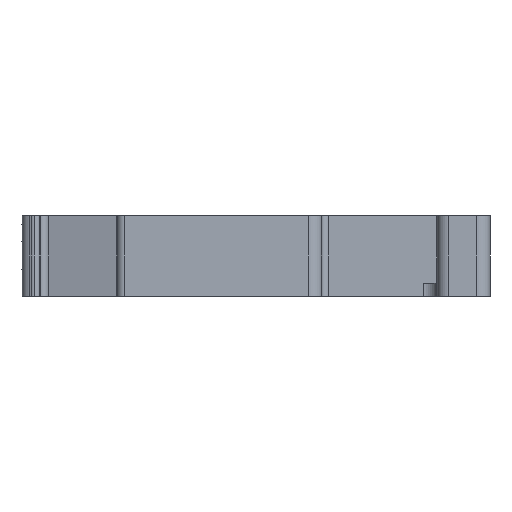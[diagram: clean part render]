
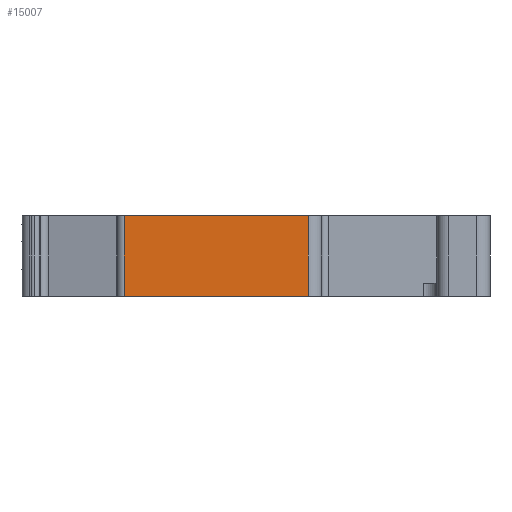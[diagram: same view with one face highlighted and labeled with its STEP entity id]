
A CAD part, left-side view. The second image highlights one B-rep face of the part: STEP entity #15007.
In plain terms, the highlighted planar face has unit normal (-1, 0, 0).
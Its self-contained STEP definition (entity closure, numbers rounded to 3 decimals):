
#378 = DIRECTION ( 'NONE',  ( 0., 0., 1. ) ) ;
#4586 = VERTEX_POINT ( 'NONE', #21262 ) ;
#4867 = ORIENTED_EDGE ( 'NONE', *, *, #10366, .F. ) ;
#4996 = CARTESIAN_POINT ( 'NONE',  ( 947.3, 1288.721, 1888.723 ) ) ;
#5202 = VECTOR ( 'NONE', #18833, 1000. ) ;
#5359 = FACE_OUTER_BOUND ( 'NONE', #7372, .T. ) ;
#5479 = VECTOR ( 'NONE', #28150, 1000. ) ;
#5611 = DIRECTION ( 'NONE',  ( 0., 1., 0. ) ) ;
#7372 = EDGE_LOOP ( 'NONE', ( #19676, #4867, #28534, #17882 ) ) ;
#7544 = PLANE ( 'NONE',  #25216 ) ;
#7901 = EDGE_CURVE ( 'NONE', #19685, #27333, #8454, .T. ) ;
#8289 = DIRECTION ( 'NONE',  ( 0., -1., 0. ) ) ;
#8454 = LINE ( 'NONE', #18518, #5202 ) ;
#9206 = EDGE_CURVE ( 'NONE', #19685, #17567, #26507, .T. ) ;
#9809 = LINE ( 'NONE', #23579, #5479 ) ;
#10366 = EDGE_CURVE ( 'NONE', #17567, #4586, #24641, .T. ) ;
#12997 = CARTESIAN_POINT ( 'NONE',  ( 947.3, 3057.616, 1888.723 ) ) ;
#15007 = ADVANCED_FACE ( 'NONE', ( #5359 ), #7544, .F. ) ;
#15249 = VECTOR ( 'NONE', #378, 1000. ) ;
#15585 = CARTESIAN_POINT ( 'NONE',  ( 947.3, 1288.721, 1882.583 ) ) ;
#17567 = VERTEX_POINT ( 'NONE', #4996 ) ;
#17882 = ORIENTED_EDGE ( 'NONE', *, *, #7901, .T. ) ;
#18518 = CARTESIAN_POINT ( 'NONE',  ( 947.3, 3057.616, 1882.583 ) ) ;
#18833 = DIRECTION ( 'NONE',  ( 0., -1., 0. ) ) ;
#19676 = ORIENTED_EDGE ( 'NONE', *, *, #25039, .F. ) ;
#19685 = VERTEX_POINT ( 'NONE', #15585 ) ;
#20899 = CARTESIAN_POINT ( 'NONE',  ( 947.3, 1288.721, 1888.723 ) ) ;
#20941 = CARTESIAN_POINT ( 'NONE',  ( 947.3, 1274.761, 1882.583 ) ) ;
#21262 = CARTESIAN_POINT ( 'NONE',  ( 947.3, 1274.761, 1888.723 ) ) ;
#23579 = CARTESIAN_POINT ( 'NONE',  ( 947.3, 1274.761, 1888.723 ) ) ;
#23905 = VECTOR ( 'NONE', #8289, 1000. ) ;
#24127 = DIRECTION ( 'NONE',  ( 1., 0., 0. ) ) ;
#24641 = LINE ( 'NONE', #12997, #23905 ) ;
#25039 = EDGE_CURVE ( 'NONE', #4586, #27333, #9809, .T. ) ;
#25216 = AXIS2_PLACEMENT_3D ( 'NONE', #26243, #24127, #5611 ) ;
#26243 = CARTESIAN_POINT ( 'NONE',  ( 947.3, 3057.616, 1888.723 ) ) ;
#26507 = LINE ( 'NONE', #20899, #15249 ) ;
#27333 = VERTEX_POINT ( 'NONE', #20941 ) ;
#28150 = DIRECTION ( 'NONE',  ( 0., 0., -1. ) ) ;
#28534 = ORIENTED_EDGE ( 'NONE', *, *, #9206, .F. ) ;
